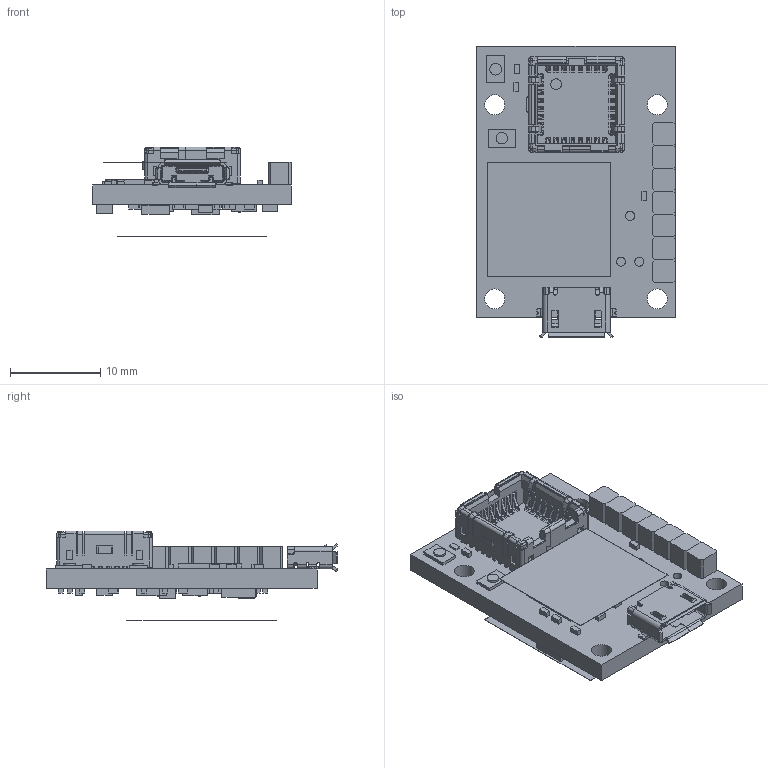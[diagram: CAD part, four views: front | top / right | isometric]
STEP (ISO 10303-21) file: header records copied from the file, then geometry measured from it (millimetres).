
FILE_DESCRIPTION(('Open CASCADE Model'),'2;1');
FILE_NAME('Open CASCADE Shape Model','2018-02-15T12:52:50',('Author'),( 'Open CASCADE'),'Open CASCADE STEP processor 6.5','Open CASCADE 6.5' ,'Unknown');
FILE_SCHEMA(('AUTOMOTIVE_DESIGN { 1 0 10303 214 1 1 1 1 }'));
Length unit declared in the file: millimetre
Products named in the file (105): PCB; Board; R9; 843222320; Extruded; R5; 443469840; SW2; 859417200; Cylinder; 443469456; R1; 443466128; J2; 843221040; S2; 843220400; C16; U4; 843222064; L2; 443468688; D3; 843221168; R21; C34; C15; C14; C13; C12; R20; R3; L1; C11; C10; Y1; 843221936; 859416960; C8; U1 ...
Assembly tree (142 placements, depth 4):
  PCB
    Board
    R9
      843222320
        Extruded
    R5
      443469840
        Extruded
    SW2
      859417200
        Cylinder
      443469456
        Extruded
    R1
      443466128
        Extruded
    J2
      843221040  x7
        Extruded
    S2
      843220400
        Extruded
    C16
      443466128
        Extruded
    U4
      843222064
        Extruded
    L2
      443468688
        Extruded
    D3
      843221168
        Extruded
    R21
      443469840
        Extruded
    C34
      443469840
        Extruded
    C15
      443466128
        Extruded
    C14
      443469840
        Extruded
    C13
      443466128
        Extruded
    C12
      443469840
        Extruded
    R20
      443466128
        Extruded
    R3
      443466128
        Extruded
    L1
      443468688
Bounding box: 22 x 32.31 x 9.95 mm (x, y, z)
Volume: 1754 mm3; surface area: 4306.8 mm2
Topology: 69 solids, 69 shells, 2657 faces, 7786 edges, 5446 vertices
Faces by surface type: plane 1974, cylinder 639, bspline 28, cone 16
Full cylindrical faces by diameter (mm): 0.2 x2, 0.9 x7, 0.995 x3, 1.3 x2, 2.22 x4
Entity records: 199428 total; most frequent: CARTESIAN_POINT 64924, DIRECTION 22318, LINE 15305, VECTOR 15305, ORIENTED_EDGE 13962, PCURVE 13962, DEFINITIONAL_REPRESENTATION 13962, EDGE_CURVE 6981
